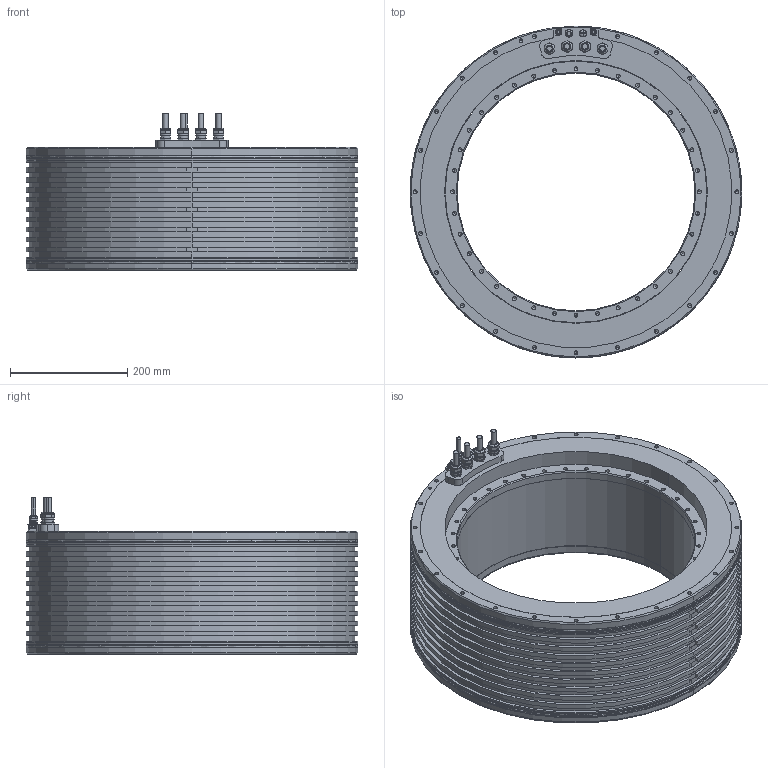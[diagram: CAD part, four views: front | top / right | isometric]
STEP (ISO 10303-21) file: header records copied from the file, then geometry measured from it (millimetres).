
FILE_DESCRIPTION((''),'2;1');
FILE_NAME('1395989-10-D01-02-A','2024-04-10T14:57:37',('ch5533'),(''),'CREO PARAMETRIC BY PTC INC, 2022162','CREO PARAMETRIC BY PTC INC, 2022162','');
FILE_SCHEMA(('AUTOMOTIVE_DESIGN { 1 0 10303 214 1 1 1 1 }'));
Length unit declared in the file: millimetre
Products named in the file (1): 1395989-10-D01-02-A
Bounding box: 565 x 565 x 267 mm (x, y, z)
Volume: 23329351.8 mm3; surface area: 1665790.3 mm2
Topology: 4 solids, 13 shells, 1145 faces, 2759 edges, 1551 vertices
Faces by surface type: cylinder 446, plane 357, cone 292, torus 40, revolution 8, sphere 2
Entity records: 32870 total; most frequent: CARTESIAN_POINT 5933, DIRECTION 5891, ORIENTED_EDGE 5026, EDGE_CURVE 2513, AXIS2_PLACEMENT_3D 2263, VERTEX_POINT 1551, VECTOR 1357, LINE 1357
